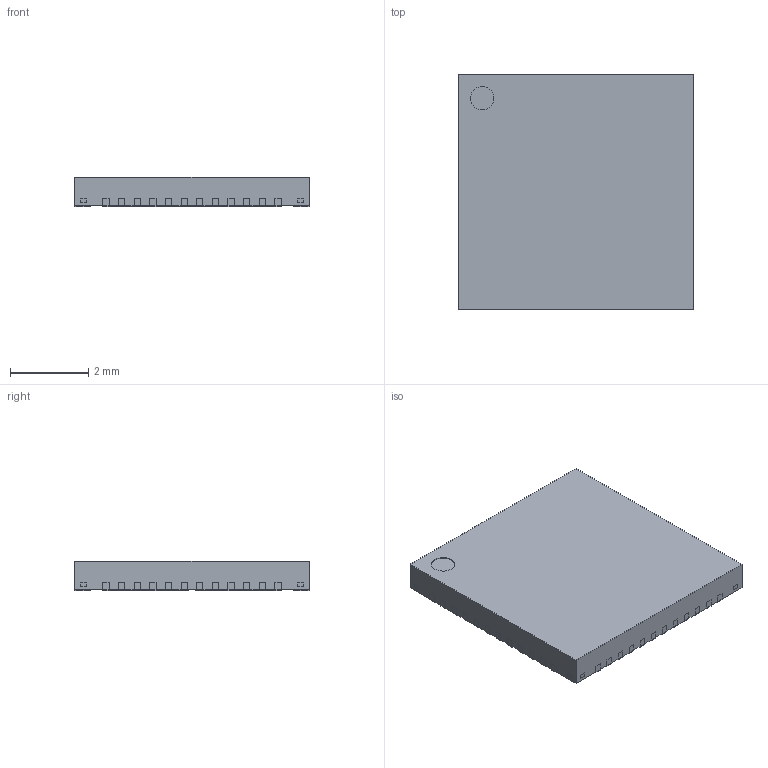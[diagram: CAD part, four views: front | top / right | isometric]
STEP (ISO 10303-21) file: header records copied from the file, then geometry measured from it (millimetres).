
FILE_DESCRIPTION (( 'STEP AP214' ), '1' );
FILE_NAME ('QFN-48_L6.0-W6.0-P0.40-TL_PL8405.STEP', '2023-05-27T18:30:26', ( '' ), ( '' ), 'SwSTEP 2.0', 'SolidWorks 2019', '' );
FILE_SCHEMA (( 'AUTOMOTIVE_DESIGN' ));
Length unit declared in the file: millimetre
Products named in the file (1): QFN-48_L6.0-W6.0-P0.40-TL_PL8405
Bounding box: 6 x 6 x 0.75 mm (x, y, z)
Surface area: 164.4 mm2
Topology: 100 solids, 100 shells, 1380 faces, 3545 edges, 2374 vertices
Faces by surface type: plane 1090, cylinder 290
Entity records: 42629 total; most frequent: CARTESIAN_POINT 7300, ORIENTED_EDGE 7090, DIRECTION 6887, EDGE_CURVE 3545, LINE 2965, VECTOR 2965, VERTEX_POINT 2374, AXIS2_PLACEMENT_3D 1961
